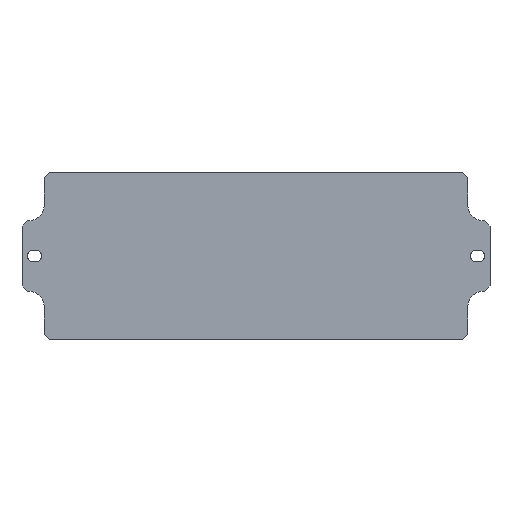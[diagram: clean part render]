
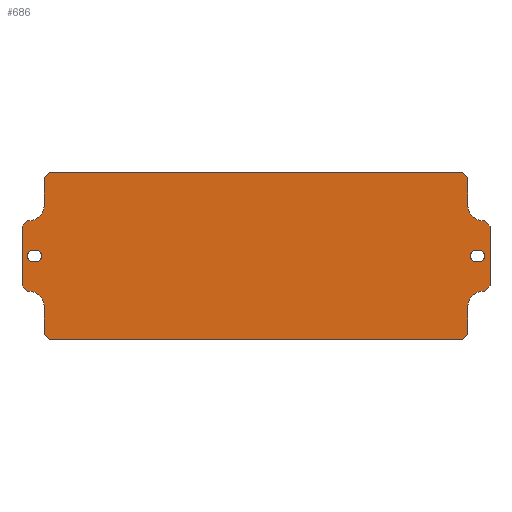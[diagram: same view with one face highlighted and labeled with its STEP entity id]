
A CAD part, top view. The second image highlights one B-rep face of the part: STEP entity #686.
In plain terms, the highlighted planar face has unit normal (0, 0, 1).
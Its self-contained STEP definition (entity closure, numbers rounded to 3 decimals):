
#25=FACE_BOUND('',#113,.T.);
#26=FACE_BOUND('',#114,.T.);
#35=CIRCLE('',#722,2.25);
#36=CIRCLE('',#725,2.25);
#37=CIRCLE('',#727,2.25);
#38=CIRCLE('',#730,2.25);
#39=CIRCLE('',#734,6.);
#40=CIRCLE('',#737,6.);
#41=CIRCLE('',#740,6.);
#42=CIRCLE('',#743,6.);
#76=FACE_OUTER_BOUND('',#112,.T.);
#112=EDGE_LOOP('',(#595,#596,#597,#598,#599,#600,#601,#602,#603,#604,#605,
#606,#607,#608,#609,#610,#611,#612,#613,#614,#615,#616,#617,#618));
#113=EDGE_LOOP('',(#619,#620,#621,#622));
#114=EDGE_LOOP('',(#623,#624,#625,#626));
#117=LINE('',#935,#197);
#121=LINE('',#942,#201);
#145=LINE('',#1006,#225);
#147=LINE('',#1010,#227);
#149=LINE('',#1015,#229);
#152=LINE('',#1020,#232);
#154=LINE('',#1024,#234);
#156=LINE('',#1028,#236);
#158=LINE('',#1033,#238);
#161=LINE('',#1038,#241);
#162=LINE('',#1041,#242);
#165=LINE('',#1046,#245);
#167=LINE('',#1051,#247);
#170=LINE('',#1056,#250);
#172=LINE('',#1060,#252);
#174=LINE('',#1064,#254);
#177=LINE('',#1070,#257);
#180=LINE('',#1078,#260);
#184=LINE('',#1090,#264);
#186=LINE('',#1096,#266);
#187=LINE('',#1099,#267);
#189=LINE('',#1105,#269);
#191=LINE('',#1111,#271);
#193=LINE('',#1117,#273);
#197=VECTOR('',#751,10.);
#201=VECTOR('',#757,10.);
#225=VECTOR('',#801,10.);
#227=VECTOR('',#805,10.);
#229=VECTOR('',#809,10.);
#232=VECTOR('',#814,10.);
#234=VECTOR('',#818,10.);
#236=VECTOR('',#822,10.);
#238=VECTOR('',#826,10.);
#241=VECTOR('',#831,10.);
#242=VECTOR('',#834,10.);
#245=VECTOR('',#839,10.);
#247=VECTOR('',#843,10.);
#250=VECTOR('',#848,10.);
#252=VECTOR('',#852,10.);
#254=VECTOR('',#856,10.);
#257=VECTOR('',#861,10.);
#260=VECTOR('',#870,10.);
#264=VECTOR('',#884,10.);
#266=VECTOR('',#892,10.);
#267=VECTOR('',#895,10.);
#269=VECTOR('',#903,10.);
#271=VECTOR('',#911,10.);
#273=VECTOR('',#919,10.);
#277=VERTEX_POINT('',#932);
#278=VERTEX_POINT('',#934);
#280=VERTEX_POINT('',#940);
#310=VERTEX_POINT('',#1004);
#311=VERTEX_POINT('',#1008);
#312=VERTEX_POINT('',#1012);
#313=VERTEX_POINT('',#1014);
#314=VERTEX_POINT('',#1018);
#315=VERTEX_POINT('',#1022);
#316=VERTEX_POINT('',#1026);
#317=VERTEX_POINT('',#1030);
#318=VERTEX_POINT('',#1032);
#319=VERTEX_POINT('',#1036);
#320=VERTEX_POINT('',#1040);
#321=VERTEX_POINT('',#1044);
#322=VERTEX_POINT('',#1048);
#323=VERTEX_POINT('',#1050);
#324=VERTEX_POINT('',#1054);
#325=VERTEX_POINT('',#1058);
#326=VERTEX_POINT('',#1062);
#327=VERTEX_POINT('',#1066);
#328=VERTEX_POINT('',#1068);
#329=VERTEX_POINT('',#1072);
#330=VERTEX_POINT('',#1076);
#331=VERTEX_POINT('',#1082);
#332=VERTEX_POINT('',#1084);
#333=VERTEX_POINT('',#1088);
#334=VERTEX_POINT('',#1092);
#335=VERTEX_POINT('',#1098);
#336=VERTEX_POINT('',#1104);
#337=VERTEX_POINT('',#1110);
#338=VERTEX_POINT('',#1116);
#341=EDGE_CURVE('',#277,#278,#117,.T.);
#345=EDGE_CURVE('',#277,#280,#121,.T.);
#377=EDGE_CURVE('',#310,#280,#145,.T.);
#379=EDGE_CURVE('',#310,#311,#147,.T.);
#381=EDGE_CURVE('',#312,#313,#149,.T.);
#384=EDGE_CURVE('',#312,#314,#152,.T.);
#386=EDGE_CURVE('',#315,#314,#154,.T.);
#388=EDGE_CURVE('',#315,#316,#156,.T.);
#390=EDGE_CURVE('',#317,#318,#158,.T.);
#393=EDGE_CURVE('',#317,#319,#161,.T.);
#394=EDGE_CURVE('',#320,#319,#162,.T.);
#397=EDGE_CURVE('',#320,#321,#165,.T.);
#399=EDGE_CURVE('',#322,#323,#167,.T.);
#402=EDGE_CURVE('',#322,#324,#170,.T.);
#404=EDGE_CURVE('',#325,#324,#172,.T.);
#406=EDGE_CURVE('',#325,#326,#174,.T.);
#409=EDGE_CURVE('',#327,#328,#177,.T.);
#411=EDGE_CURVE('',#328,#329,#35,.T.);
#413=EDGE_CURVE('',#329,#330,#180,.T.);
#414=EDGE_CURVE('',#330,#327,#36,.T.);
#417=EDGE_CURVE('',#331,#332,#37,.T.);
#419=EDGE_CURVE('',#332,#333,#184,.T.);
#421=EDGE_CURVE('',#333,#334,#38,.T.);
#422=EDGE_CURVE('',#334,#331,#186,.T.);
#423=EDGE_CURVE('',#335,#318,#187,.T.);
#425=EDGE_CURVE('',#316,#335,#39,.T.);
#426=EDGE_CURVE('',#336,#313,#189,.T.);
#428=EDGE_CURVE('',#311,#336,#40,.T.);
#429=EDGE_CURVE('',#337,#278,#191,.T.);
#431=EDGE_CURVE('',#326,#337,#41,.T.);
#432=EDGE_CURVE('',#338,#323,#193,.T.);
#434=EDGE_CURVE('',#321,#338,#42,.T.);
#595=ORIENTED_EDGE('',*,*,#341,.F.);
#596=ORIENTED_EDGE('',*,*,#345,.T.);
#597=ORIENTED_EDGE('',*,*,#377,.F.);
#598=ORIENTED_EDGE('',*,*,#379,.T.);
#599=ORIENTED_EDGE('',*,*,#428,.T.);
#600=ORIENTED_EDGE('',*,*,#426,.T.);
#601=ORIENTED_EDGE('',*,*,#381,.F.);
#602=ORIENTED_EDGE('',*,*,#384,.T.);
#603=ORIENTED_EDGE('',*,*,#386,.F.);
#604=ORIENTED_EDGE('',*,*,#388,.T.);
#605=ORIENTED_EDGE('',*,*,#425,.T.);
#606=ORIENTED_EDGE('',*,*,#423,.T.);
#607=ORIENTED_EDGE('',*,*,#390,.F.);
#608=ORIENTED_EDGE('',*,*,#393,.T.);
#609=ORIENTED_EDGE('',*,*,#394,.F.);
#610=ORIENTED_EDGE('',*,*,#397,.T.);
#611=ORIENTED_EDGE('',*,*,#434,.T.);
#612=ORIENTED_EDGE('',*,*,#432,.T.);
#613=ORIENTED_EDGE('',*,*,#399,.F.);
#614=ORIENTED_EDGE('',*,*,#402,.T.);
#615=ORIENTED_EDGE('',*,*,#404,.F.);
#616=ORIENTED_EDGE('',*,*,#406,.T.);
#617=ORIENTED_EDGE('',*,*,#431,.T.);
#618=ORIENTED_EDGE('',*,*,#429,.T.);
#619=ORIENTED_EDGE('',*,*,#409,.T.);
#620=ORIENTED_EDGE('',*,*,#411,.T.);
#621=ORIENTED_EDGE('',*,*,#413,.T.);
#622=ORIENTED_EDGE('',*,*,#414,.T.);
#623=ORIENTED_EDGE('',*,*,#417,.T.);
#624=ORIENTED_EDGE('',*,*,#419,.T.);
#625=ORIENTED_EDGE('',*,*,#421,.T.);
#626=ORIENTED_EDGE('',*,*,#422,.T.);
#652=PLANE('',#744);
#686=ADVANCED_FACE('',(#76,#25,#26),#652,.T.);
#722=AXIS2_PLACEMENT_3D('',#1074,#865,#866);
#725=AXIS2_PLACEMENT_3D('',#1080,#873,#874);
#727=AXIS2_PLACEMENT_3D('',#1086,#879,#880);
#730=AXIS2_PLACEMENT_3D('',#1094,#888,#889);
#734=AXIS2_PLACEMENT_3D('',#1102,#899,#900);
#737=AXIS2_PLACEMENT_3D('',#1108,#907,#908);
#740=AXIS2_PLACEMENT_3D('',#1114,#915,#916);
#743=AXIS2_PLACEMENT_3D('',#1120,#923,#924);
#744=AXIS2_PLACEMENT_3D('',#1121,#925,#926);
#751=DIRECTION('',(-0.707,0.707,0.));
#757=DIRECTION('',(1.,0.,0.));
#801=DIRECTION('',(-0.707,-0.707,0.));
#805=DIRECTION('',(0.,1.,0.));
#809=DIRECTION('',(-0.707,-0.707,0.));
#814=DIRECTION('',(0.,1.,0.));
#818=DIRECTION('',(0.707,-0.707,0.));
#822=DIRECTION('',(-1.,0.,0.));
#826=DIRECTION('',(0.707,-0.707,0.));
#831=DIRECTION('',(-1.,0.,0.));
#834=DIRECTION('',(0.707,0.707,0.));
#839=DIRECTION('',(0.,-1.,0.));
#843=DIRECTION('',(0.707,0.707,0.));
#848=DIRECTION('',(0.,-1.,0.));
#852=DIRECTION('',(-0.707,0.707,0.));
#856=DIRECTION('',(1.,0.,0.));
#861=DIRECTION('',(1.,0.,0.));
#865=DIRECTION('center_axis',(0.,0.,-1.));
#866=DIRECTION('ref_axis',(0.,-1.,0.));
#870=DIRECTION('',(-1.,0.,0.));
#873=DIRECTION('center_axis',(0.,0.,-1.));
#874=DIRECTION('ref_axis',(0.,1.,0.));
#879=DIRECTION('center_axis',(0.,0.,-1.));
#880=DIRECTION('ref_axis',(0.,-1.,0.));
#884=DIRECTION('',(-1.,0.,0.));
#888=DIRECTION('center_axis',(0.,0.,-1.));
#889=DIRECTION('ref_axis',(0.,1.,0.));
#892=DIRECTION('',(1.,0.,0.));
#895=DIRECTION('',(0.,1.,0.));
#899=DIRECTION('center_axis',(0.,0.,-1.));
#900=DIRECTION('ref_axis',(-1.,0.,0.));
#903=DIRECTION('',(1.,0.,0.));
#907=DIRECTION('center_axis',(0.,0.,-1.));
#908=DIRECTION('ref_axis',(0.,1.,0.));
#911=DIRECTION('',(0.,-1.,0.));
#915=DIRECTION('center_axis',(0.,0.,-1.));
#916=DIRECTION('ref_axis',(1.,0.,0.));
#919=DIRECTION('',(-1.,0.,0.));
#923=DIRECTION('center_axis',(0.,0.,-1.));
#924=DIRECTION('ref_axis',(0.,-1.,0.));
#925=DIRECTION('center_axis',(0.,0.,1.));
#926=DIRECTION('ref_axis',(1.,0.,0.));
#932=CARTESIAN_POINT('',(-79.25,-32.,0.75));
#934=CARTESIAN_POINT('',(-81.25,-30.,0.75));
#935=CARTESIAN_POINT('',(-67.938,-43.313,0.75));
#940=CARTESIAN_POINT('',(79.25,-32.,0.75));
#942=CARTESIAN_POINT('',(81.25,-32.,0.75));
#1004=CARTESIAN_POINT('',(81.25,-30.,0.75));
#1006=CARTESIAN_POINT('',(67.938,-43.312,0.75));
#1008=CARTESIAN_POINT('',(81.25,-19.5,0.75));
#1010=CARTESIAN_POINT('',(81.25,-19.5,0.75));
#1012=CARTESIAN_POINT('',(89.75,-11.5,0.75));
#1014=CARTESIAN_POINT('',(87.75,-13.5,0.75));
#1015=CARTESIAN_POINT('',(69.688,-31.563,0.75));
#1018=CARTESIAN_POINT('',(89.75,11.5,0.75));
#1020=CARTESIAN_POINT('',(89.75,13.5,0.75));
#1022=CARTESIAN_POINT('',(87.75,13.5,0.75));
#1024=CARTESIAN_POINT('',(69.688,31.563,0.75));
#1026=CARTESIAN_POINT('',(87.25,13.5,0.75));
#1028=CARTESIAN_POINT('',(87.25,13.5,0.75));
#1030=CARTESIAN_POINT('',(79.25,32.,0.75));
#1032=CARTESIAN_POINT('',(81.25,30.,0.75));
#1033=CARTESIAN_POINT('',(67.938,43.313,0.75));
#1036=CARTESIAN_POINT('',(-79.25,32.,0.75));
#1038=CARTESIAN_POINT('',(-81.25,32.,0.75));
#1040=CARTESIAN_POINT('',(-81.25,30.,0.75));
#1041=CARTESIAN_POINT('',(-67.938,43.313,0.75));
#1044=CARTESIAN_POINT('',(-81.25,19.5,0.75));
#1046=CARTESIAN_POINT('',(-81.25,19.5,0.75));
#1048=CARTESIAN_POINT('',(-89.75,11.5,0.75));
#1050=CARTESIAN_POINT('',(-87.75,13.5,0.75));
#1051=CARTESIAN_POINT('',(-69.688,31.563,0.75));
#1054=CARTESIAN_POINT('',(-89.75,-11.5,0.75));
#1056=CARTESIAN_POINT('',(-89.75,-13.5,0.75));
#1058=CARTESIAN_POINT('',(-87.75,-13.5,0.75));
#1060=CARTESIAN_POINT('',(-69.688,-31.563,0.75));
#1062=CARTESIAN_POINT('',(-87.25,-13.5,0.75));
#1064=CARTESIAN_POINT('',(-87.25,-13.5,0.75));
#1066=CARTESIAN_POINT('',(84.5,2.25,0.75));
#1068=CARTESIAN_POINT('',(85.5,2.25,0.75));
#1070=CARTESIAN_POINT('',(42.75,2.25,0.75));
#1072=CARTESIAN_POINT('',(85.5,-2.25,0.75));
#1074=CARTESIAN_POINT('Origin',(85.5,0.,0.75));
#1076=CARTESIAN_POINT('',(84.5,-2.25,0.75));
#1078=CARTESIAN_POINT('',(42.25,-2.25,0.75));
#1080=CARTESIAN_POINT('Origin',(84.5,0.,0.75));
#1082=CARTESIAN_POINT('',(-84.5,2.25,0.75));
#1084=CARTESIAN_POINT('',(-84.5,-2.25,0.75));
#1086=CARTESIAN_POINT('Origin',(-84.5,0.,0.75));
#1088=CARTESIAN_POINT('',(-85.5,-2.25,0.75));
#1090=CARTESIAN_POINT('',(-42.75,-2.25,0.75));
#1092=CARTESIAN_POINT('',(-85.5,2.25,0.75));
#1094=CARTESIAN_POINT('Origin',(-85.5,0.,0.75));
#1096=CARTESIAN_POINT('',(-42.25,2.25,0.75));
#1098=CARTESIAN_POINT('',(81.25,19.5,0.75));
#1099=CARTESIAN_POINT('',(81.25,32.,0.75));
#1102=CARTESIAN_POINT('Origin',(87.25,19.5,0.75));
#1104=CARTESIAN_POINT('',(87.25,-13.5,0.75));
#1105=CARTESIAN_POINT('',(89.75,-13.5,0.75));
#1108=CARTESIAN_POINT('Origin',(87.25,-19.5,0.75));
#1110=CARTESIAN_POINT('',(-81.25,-19.5,0.75));
#1111=CARTESIAN_POINT('',(-81.25,-32.,0.75));
#1114=CARTESIAN_POINT('Origin',(-87.25,-19.5,0.75));
#1116=CARTESIAN_POINT('',(-87.25,13.5,0.75));
#1117=CARTESIAN_POINT('',(-89.75,13.5,0.75));
#1120=CARTESIAN_POINT('Origin',(-87.25,19.5,0.75));
#1121=CARTESIAN_POINT('Origin',(0.,0.,
0.75));
